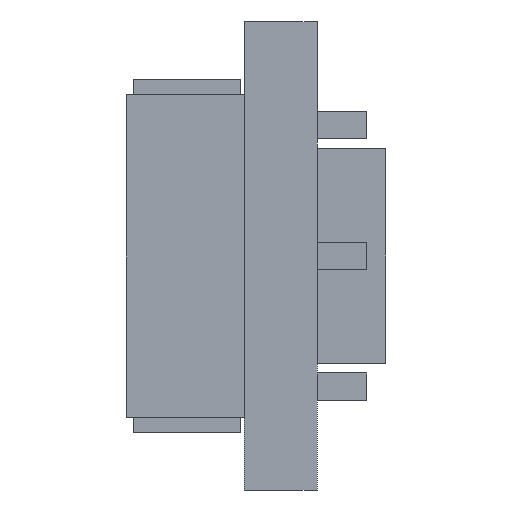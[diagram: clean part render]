
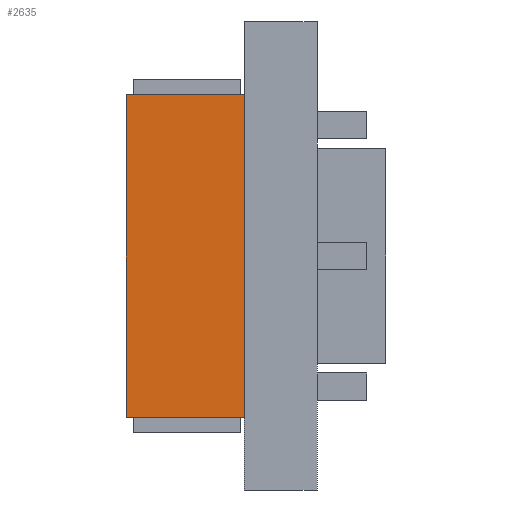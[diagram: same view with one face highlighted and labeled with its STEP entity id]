
A CAD part, left-side view. The second image highlights one B-rep face of the part: STEP entity #2635.
In plain terms, the highlighted planar face has unit normal (-1, 0, 0).
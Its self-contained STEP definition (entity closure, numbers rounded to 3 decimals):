
#195=FACE_OUTER_BOUND('',#357,.T.);
#357=EDGE_LOOP('',(#2080,#2081,#2082,#2083));
#613=LINE('',#4040,#961);
#621=LINE('',#4055,#969);
#622=LINE('',#4057,#970);
#623=LINE('',#4058,#971);
#961=VECTOR('',#3318,10.);
#969=VECTOR('',#3330,10.);
#970=VECTOR('',#3333,10.);
#971=VECTOR('',#3334,10.);
#1249=VERTEX_POINT('',#4037);
#1250=VERTEX_POINT('',#4039);
#1254=VERTEX_POINT('',#4051);
#1255=VERTEX_POINT('',#4053);
#1541=EDGE_CURVE('',#1249,#1250,#613,.T.);
#1549=EDGE_CURVE('',#1254,#1255,#621,.T.);
#1550=EDGE_CURVE('',#1249,#1254,#622,.T.);
#1551=EDGE_CURVE('',#1250,#1255,#623,.T.);
#2080=ORIENTED_EDGE('',*,*,#1550,.T.);
#2081=ORIENTED_EDGE('',*,*,#1549,.T.);
#2082=ORIENTED_EDGE('',*,*,#1551,.F.);
#2083=ORIENTED_EDGE('',*,*,#1541,.F.);
#2485=PLANE('',#2886);
#2635=ADVANCED_FACE('',(#195),#2485,.T.);
#2886=AXIS2_PLACEMENT_3D('',#4056,#3331,#3332);
#3318=DIRECTION('',(0.,1.,0.));
#3330=DIRECTION('',(0.,1.,0.));
#3331=DIRECTION('center_axis',(-1.,0.,0.));
#3332=DIRECTION('ref_axis',(0.,0.,1.));
#3333=DIRECTION('',(0.,0.,1.));
#3334=DIRECTION('',(0.,0.,1.));
#4037=CARTESIAN_POINT('',(-49.05,0.,-3.75));
#4039=CARTESIAN_POINT('',(-49.05,2.75,-3.75));
#4040=CARTESIAN_POINT('',(-49.05,0.,-3.75));
#4051=CARTESIAN_POINT('',(-49.05,0.,3.75));
#4053=CARTESIAN_POINT('',(-49.05,2.75,3.75));
#4055=CARTESIAN_POINT('',(-49.05,0.,3.75));
#4056=CARTESIAN_POINT('Origin',(-49.05,0.,-3.75));
#4057=CARTESIAN_POINT('',(-49.05,0.,-3.75));
#4058=CARTESIAN_POINT('',(-49.05,2.75,-3.75));
